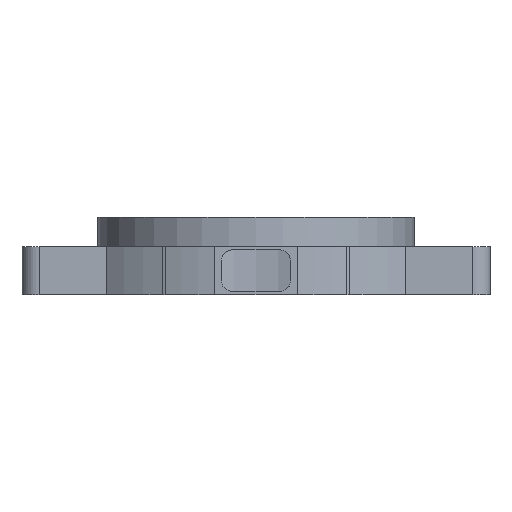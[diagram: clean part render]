
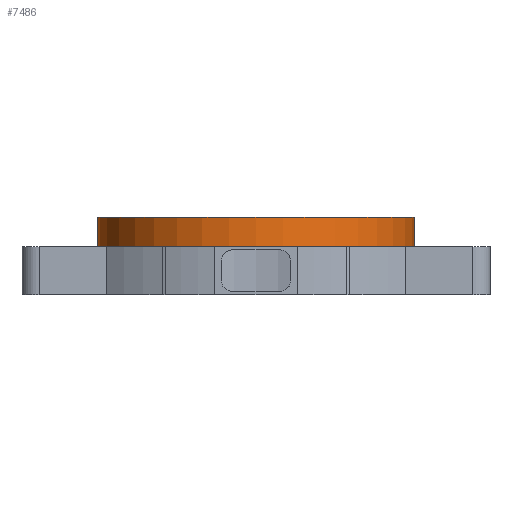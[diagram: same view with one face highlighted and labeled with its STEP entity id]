
A CAD part, front view. The second image highlights one B-rep face of the part: STEP entity #7486.
In plain terms, the highlighted cylindrical face has radius 46 mm (diameter 92 mm), a full revolution.
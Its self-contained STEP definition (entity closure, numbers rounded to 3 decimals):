
#236 = PLANE('',#237);
#237 = AXIS2_PLACEMENT_3D('',#238,#239,#240);
#238 = CARTESIAN_POINT('',(-68.,-55.,8.5));
#239 = DIRECTION('',(0.,0.,1.));
#240 = DIRECTION('',(1.,0.,0.));
#1560 = EDGE_CURVE('',#1561,#1561,#1563,.T.);
#1561 = VERTEX_POINT('',#1562);
#1562 = CARTESIAN_POINT('',(46.,0.,8.5));
#1563 = SURFACE_CURVE('',#1564,(#1569,#1576),.PCURVE_S1.);
#1564 = CIRCLE('',#1565,46.);
#1565 = AXIS2_PLACEMENT_3D('',#1566,#1567,#1568);
#1566 = CARTESIAN_POINT('',(0.,0.,8.5));
#1567 = DIRECTION('',(0.,0.,1.));
#1568 = DIRECTION('',(1.,0.,0.));
#1569 = PCURVE('',#236,#1570);
#1570 = DEFINITIONAL_REPRESENTATION('',(#1571),#1575);
#1571 = CIRCLE('',#1572,46.);
#1572 = AXIS2_PLACEMENT_2D('',#1573,#1574);
#1573 = CARTESIAN_POINT('',(68.,55.));
#1574 = DIRECTION('',(1.,0.));
#1575 = ( GEOMETRIC_REPRESENTATION_CONTEXT(2) 
PARAMETRIC_REPRESENTATION_CONTEXT() REPRESENTATION_CONTEXT('2D SPACE',''
  ) );
#1576 = PCURVE('',#1577,#1582);
#1577 = CYLINDRICAL_SURFACE('',#1578,46.);
#1578 = AXIS2_PLACEMENT_3D('',#1579,#1580,#1581);
#1579 = CARTESIAN_POINT('',(0.,0.,0.));
#1580 = DIRECTION('',(0.,0.,1.));
#1581 = DIRECTION('',(1.,0.,0.));
#1582 = DEFINITIONAL_REPRESENTATION('',(#1583),#1587);
#1583 = LINE('',#1584,#1585);
#1584 = CARTESIAN_POINT('',(0.,8.5));
#1585 = VECTOR('',#1586,1.);
#1586 = DIRECTION('',(1.,0.));
#1587 = ( GEOMETRIC_REPRESENTATION_CONTEXT(2) 
PARAMETRIC_REPRESENTATION_CONTEXT() REPRESENTATION_CONTEXT('2D SPACE',''
  ) );
#5597 = PLANE('',#5598);
#5598 = AXIS2_PLACEMENT_3D('',#5599,#5600,#5601);
#5599 = CARTESIAN_POINT('',(0.,0.,0.));
#5600 = DIRECTION('',(0.,0.,1.));
#5601 = DIRECTION('',(1.,0.,0.));
#7486 = ADVANCED_FACE('',(#7487),#1577,.T.);
#7487 = FACE_BOUND('',#7488,.T.);
#7488 = EDGE_LOOP('',(#7489,#7490,#7513,#7535));
#7489 = ORIENTED_EDGE('',*,*,#1560,.F.);
#7490 = ORIENTED_EDGE('',*,*,#7491,.F.);
#7491 = EDGE_CURVE('',#7492,#1561,#7494,.T.);
#7492 = VERTEX_POINT('',#7493);
#7493 = CARTESIAN_POINT('',(46.,0.,0.));
#7494 = SEAM_CURVE('',#7495,(#7499,#7506),.PCURVE_S1.);
#7495 = LINE('',#7496,#7497);
#7496 = CARTESIAN_POINT('',(46.,0.,0.));
#7497 = VECTOR('',#7498,1.);
#7498 = DIRECTION('',(0.,0.,1.));
#7499 = PCURVE('',#1577,#7500);
#7500 = DEFINITIONAL_REPRESENTATION('',(#7501),#7505);
#7501 = LINE('',#7502,#7503);
#7502 = CARTESIAN_POINT('',(6.283,-0.));
#7503 = VECTOR('',#7504,1.);
#7504 = DIRECTION('',(0.,1.));
#7505 = ( GEOMETRIC_REPRESENTATION_CONTEXT(2) 
PARAMETRIC_REPRESENTATION_CONTEXT() REPRESENTATION_CONTEXT('2D SPACE',''
  ) );
#7506 = PCURVE('',#1577,#7507);
#7507 = DEFINITIONAL_REPRESENTATION('',(#7508),#7512);
#7508 = LINE('',#7509,#7510);
#7509 = CARTESIAN_POINT('',(0.,-0.));
#7510 = VECTOR('',#7511,1.);
#7511 = DIRECTION('',(0.,1.));
#7512 = ( GEOMETRIC_REPRESENTATION_CONTEXT(2) 
PARAMETRIC_REPRESENTATION_CONTEXT() REPRESENTATION_CONTEXT('2D SPACE',''
  ) );
#7513 = ORIENTED_EDGE('',*,*,#7514,.T.);
#7514 = EDGE_CURVE('',#7492,#7492,#7515,.T.);
#7515 = SURFACE_CURVE('',#7516,(#7521,#7528),.PCURVE_S1.);
#7516 = CIRCLE('',#7517,46.);
#7517 = AXIS2_PLACEMENT_3D('',#7518,#7519,#7520);
#7518 = CARTESIAN_POINT('',(0.,0.,0.));
#7519 = DIRECTION('',(0.,0.,1.));
#7520 = DIRECTION('',(1.,0.,0.));
#7521 = PCURVE('',#1577,#7522);
#7522 = DEFINITIONAL_REPRESENTATION('',(#7523),#7527);
#7523 = LINE('',#7524,#7525);
#7524 = CARTESIAN_POINT('',(0.,0.));
#7525 = VECTOR('',#7526,1.);
#7526 = DIRECTION('',(1.,0.));
#7527 = ( GEOMETRIC_REPRESENTATION_CONTEXT(2) 
PARAMETRIC_REPRESENTATION_CONTEXT() REPRESENTATION_CONTEXT('2D SPACE',''
  ) );
#7528 = PCURVE('',#5597,#7529);
#7529 = DEFINITIONAL_REPRESENTATION('',(#7530),#7534);
#7530 = CIRCLE('',#7531,46.);
#7531 = AXIS2_PLACEMENT_2D('',#7532,#7533);
#7532 = CARTESIAN_POINT('',(0.,0.));
#7533 = DIRECTION('',(1.,0.));
#7534 = ( GEOMETRIC_REPRESENTATION_CONTEXT(2) 
PARAMETRIC_REPRESENTATION_CONTEXT() REPRESENTATION_CONTEXT('2D SPACE',''
  ) );
#7535 = ORIENTED_EDGE('',*,*,#7491,.T.);
